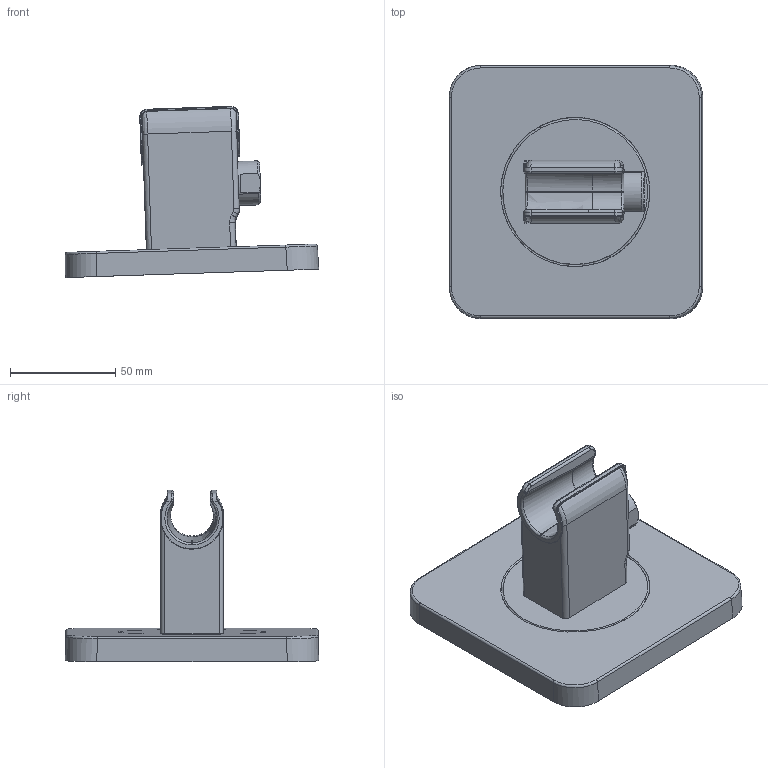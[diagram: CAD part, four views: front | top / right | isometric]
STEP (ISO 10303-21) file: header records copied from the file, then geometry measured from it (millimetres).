
FILE_DESCRIPTION(('CAx-IF Rec.Pracs.---Model Styling and Organization---1.2---2011-12-15','CAx-IF Rec.Pracs.---Geometric and Assembly Validation Properties---4.1---2014-06-16','CAx-IF Rec.Pracs.---PMI Polyline Presentation---2.0---2013-05-24'),'2;1');
FILE_NAME('1000091126_PPR_000.stp','2016-09-02T12:51:06+02:00',(''),(''),'STEP Interface 4.0.1101 by CT CoreTechnologie','3D_Evolution4.0.1101 by CT CoreTechnologie','');
FILE_SCHEMA(('AP203_CONFIGURATION_CONTROLLED_3D_DESIGN_OF_MECHANICAL_PARTS_AND_ASSEMBLIES_MIM_LF'));
Length unit declared in the file: millimetre
Products named in the file (10): P_2 Fixfit HB-Halter AX Citterio Univer. 1000091126_PPR_000_A0; P_2 Brausenhalter Urquiola 1000085262_PPR_000_A0; P_2 Aufnahme Brausehalter Urquiola 1000085263_PPA_000_A0; P_2 Konusaufnahme Brausehalter Steel 1000085265_PPA_000_A0; Gewindestift DIN914-M4x8-A2 1000003996_PPA_000_A0; P_2 BGR Schlauchanschluß ohne RV 1000085269_PPR_000_A0; P_2 Schlauchanschluß DAP 1000085270_PPA_000_A0; P_2 Rueckflussverhinderer RV  CV15_DN10 1000080909_PPR_000_A0; P_2 Fuehrungshuelse RV DW15_DN10 1000080908_PPA_000_A0; P_2 Rosette Porter AXOR Citterio Univers 1000091128_PPA_000_A0
Assembly tree (9 placements, depth 3):
  P_2 Fixfit HB-Halter AX Citterio Univer. 1000091126_PPR_000_A0
    P_2 Brausenhalter Urquiola 1000085262_PPR_000_A0
      P_2 Aufnahme Brausehalter Urquiola 1000085263_PPA_000_A0
      P_2 Konusaufnahme Brausehalter Steel 1000085265_PPA_000_A0
    Gewindestift DIN914-M4x8-A2 1000003996_PPA_000_A0
    P_2 BGR Schlauchanschluß ohne RV 1000085269_PPR_000_A0
      P_2 Schlauchanschluß DAP 1000085270_PPA_000_A0
    P_2 Rueckflussverhinderer RV  CV15_DN10 1000080909_PPR_000_A0
      P_2 Fuehrungshuelse RV DW15_DN10 1000080908_PPA_000_A0
    P_2 Rosette Porter AXOR Citterio Univers 1000091128_PPA_000_A0
Bounding box: 120.64 x 120.63 x 81.49 mm (x, y, z)
Volume: 238006.1 mm3; surface area: 57437.9 mm2
Topology: 6 solids, 6 shells, 301 faces, 711 edges, 430 vertices
Faces by surface type: cylinder 108, bspline 105, plane 88
Entity records: 17459 total; most frequent: CARTESIAN_POINT 7093, DIRECTION 1423, ORIENTED_EDGE 1422, EDGE_CURVE 711, AXIS2_PLACEMENT_3D 544, VERTEX_POINT 430, CIRCLE 338, VECTOR 335
